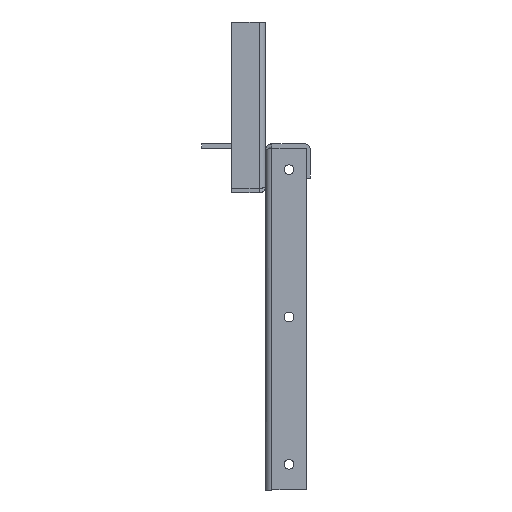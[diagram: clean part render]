
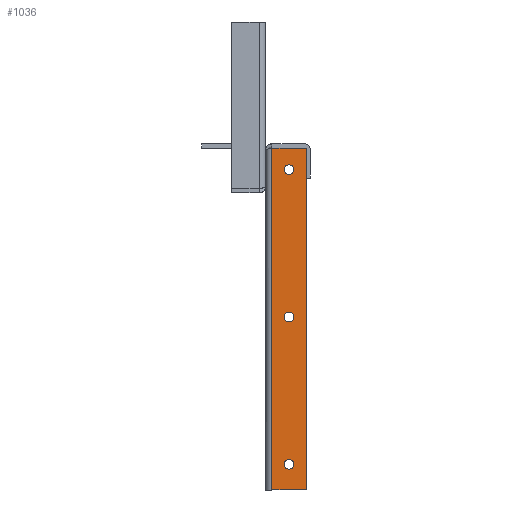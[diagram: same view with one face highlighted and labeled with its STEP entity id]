
A CAD part, left-side view. The second image highlights one B-rep face of the part: STEP entity #1036.
In plain terms, the highlighted planar face has unit normal (-1, 0, 0).
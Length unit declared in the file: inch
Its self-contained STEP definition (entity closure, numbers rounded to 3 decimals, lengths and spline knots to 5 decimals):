
#22 = CARTESIAN_POINT ( 'NONE',  ( -7.625, -0.68625, -0.7655 ) ) ;
#59 = CIRCLE ( 'NONE', #3216, 0.1405 ) ;
#456 = CARTESIAN_POINT ( 'NONE',  ( -7.625, -1.1875, -10. ) ) ;
#519 = VECTOR ( 'NONE', #3442, 39.37008 ) ;
#547 = EDGE_CURVE ( 'NONE', #5703, #6426, #5818, .T. ) ;
#560 = PLANE ( 'NONE',  #6002 ) ;
#566 = DIRECTION ( 'NONE',  ( 1., 0., 0. ) ) ;
#700 = ORIENTED_EDGE ( 'NONE', *, *, #4091, .T. ) ;
#885 = CIRCLE ( 'NONE', #1013, 0.1405 ) ;
#1013 = AXIS2_PLACEMENT_3D ( 'NONE', #5912, #7165, #2334 ) ;
#1034 = EDGE_CURVE ( 'NONE', #5054, #7683, #59, .T. ) ;
#1036 = ADVANCED_FACE ( 'NONE', ( #3051, #1157, #7732, #2336 ), #560, .T. ) ;
#1052 = EDGE_CURVE ( 'NONE', #3776, #3834, #7015, .T. ) ;
#1096 = AXIS2_PLACEMENT_3D ( 'NONE', #4551, #4589, #5177 ) ;
#1157 = FACE_BOUND ( 'NONE', #4541, .T. ) ;
#1171 = CARTESIAN_POINT ( 'NONE',  ( -7.625, -0.125, -0.00011 ) ) ;
#1275 = CARTESIAN_POINT ( 'NONE',  ( -7.625, -0.68625, -9.25 ) ) ;
#1495 = CARTESIAN_POINT ( 'NONE',  ( -7.625, -0.185, -0.06 ) ) ;
#1582 = CARTESIAN_POINT ( 'NONE',  ( -7.625, -0.68625, -0.4845 ) ) ;
#1622 = VERTEX_POINT ( 'NONE', #22 ) ;
#1704 = CARTESIAN_POINT ( 'NONE',  ( -7.625, -0.68625, -5.078 ) ) ;
#1784 = AXIS2_PLACEMENT_3D ( 'NONE', #7267, #1803, #4192 ) ;
#1803 = DIRECTION ( 'NONE',  ( 1., 0., 0. ) ) ;
#1829 = VERTEX_POINT ( 'NONE', #456 ) ;
#1835 = VECTOR ( 'NONE', #7268, 39.37008 ) ;
#1856 = VECTOR ( 'NONE', #3886, 39.37008 ) ;
#1886 = VERTEX_POINT ( 'NONE', #4256 ) ;
#2053 = LINE ( 'NONE', #2533, #1856 ) ;
#2334 = DIRECTION ( 'NONE',  ( 0., 0., -1. ) ) ;
#2336 = FACE_BOUND ( 'NONE', #7022, .T. ) ;
#2418 = DIRECTION ( 'NONE',  ( 0., 0., -1. ) ) ;
#2533 = CARTESIAN_POINT ( 'NONE',  ( -7.625, -0.125, -10. ) ) ;
#2774 = CIRCLE ( 'NONE', #3651, 0.1405 ) ;
#2976 = DIRECTION ( 'NONE',  ( 1., 0., 0. ) ) ;
#3029 = LINE ( 'NONE', #1171, #1835 ) ;
#3051 = FACE_OUTER_BOUND ( 'NONE', #6203, .T. ) ;
#3087 = AXIS2_PLACEMENT_3D ( 'NONE', #1275, #2976, #7248 ) ;
#3138 = ORIENTED_EDGE ( 'NONE', *, *, #3385, .T. ) ;
#3216 = AXIS2_PLACEMENT_3D ( 'NONE', #7765, #4173, #6063 ) ;
#3359 = CARTESIAN_POINT ( 'NONE',  ( -7.625, -1.1875, -10. ) ) ;
#3385 = EDGE_CURVE ( 'NONE', #3703, #1622, #885, .T. ) ;
#3442 = DIRECTION ( 'NONE',  ( 0., 0., 1. ) ) ;
#3651 = AXIS2_PLACEMENT_3D ( 'NONE', #6546, #566, #6071 ) ;
#3679 = CARTESIAN_POINT ( 'NONE',  ( -7.625, -0.68625, -9.1095 ) ) ;
#3703 = VERTEX_POINT ( 'NONE', #1582 ) ;
#3776 = VERTEX_POINT ( 'NONE', #6971 ) ;
#3834 = VERTEX_POINT ( 'NONE', #3679 ) ;
#3886 = DIRECTION ( 'NONE',  ( 0., 1., 0. ) ) ;
#4091 = EDGE_CURVE ( 'NONE', #1829, #1886, #6958, .T. ) ;
#4173 = DIRECTION ( 'NONE',  ( 1., 0., 0. ) ) ;
#4192 = DIRECTION ( 'NONE',  ( 0., 0., -1. ) ) ;
#4199 = EDGE_CURVE ( 'NONE', #3834, #3776, #4960, .T. ) ;
#4256 = CARTESIAN_POINT ( 'NONE',  ( -7.625, -1.1875, -0.00011 ) ) ;
#4293 = DIRECTION ( 'NONE',  ( -1., 0., 0. ) ) ;
#4308 = ORIENTED_EDGE ( 'NONE', *, *, #5543, .T. ) ;
#4317 = ORIENTED_EDGE ( 'NONE', *, *, #1052, .T. ) ;
#4541 = EDGE_LOOP ( 'NONE', ( #7235, #3138 ) ) ;
#4551 = CARTESIAN_POINT ( 'NONE',  ( -7.625, -0.68625, -4.9375 ) ) ;
#4589 = DIRECTION ( 'NONE',  ( 1., 0., 0. ) ) ;
#4592 = EDGE_CURVE ( 'NONE', #1622, #3703, #2774, .T. ) ;
#4798 = ORIENTED_EDGE ( 'NONE', *, *, #547, .F. ) ;
#4960 = CIRCLE ( 'NONE', #1784, 0.1405 ) ;
#5054 = VERTEX_POINT ( 'NONE', #1704 ) ;
#5177 = DIRECTION ( 'NONE',  ( 0., 0., -1. ) ) ;
#5543 = EDGE_CURVE ( 'NONE', #1886, #6426, #3029, .T. ) ;
#5661 = DIRECTION ( 'NONE',  ( 0., 0., 1. ) ) ;
#5678 = ORIENTED_EDGE ( 'NONE', *, *, #1034, .T. ) ;
#5703 = VERTEX_POINT ( 'NONE', #6507 ) ;
#5818 = LINE ( 'NONE', #1495, #6123 ) ;
#5912 = CARTESIAN_POINT ( 'NONE',  ( -7.625, -0.68625, -0.625 ) ) ;
#5973 = CARTESIAN_POINT ( 'NONE',  ( -7.625, -0.185, -0.00011 ) ) ;
#6002 = AXIS2_PLACEMENT_3D ( 'NONE', #7800, #4293, #2418 ) ;
#6017 = ORIENTED_EDGE ( 'NONE', *, *, #7550, .F. ) ;
#6063 = DIRECTION ( 'NONE',  ( 0., 0., -1. ) ) ;
#6071 = DIRECTION ( 'NONE',  ( 0., 0., -1. ) ) ;
#6123 = VECTOR ( 'NONE', #5661, 39.37008 ) ;
#6203 = EDGE_LOOP ( 'NONE', ( #6017, #700, #4308, #4798 ) ) ;
#6426 = VERTEX_POINT ( 'NONE', #5973 ) ;
#6444 = CARTESIAN_POINT ( 'NONE',  ( -7.625, -0.68625, -4.797 ) ) ;
#6507 = CARTESIAN_POINT ( 'NONE',  ( -7.625, -0.185, -10. ) ) ;
#6546 = CARTESIAN_POINT ( 'NONE',  ( -7.625, -0.68625, -0.625 ) ) ;
#6883 = EDGE_CURVE ( 'NONE', #7683, #5054, #7545, .T. ) ;
#6958 = LINE ( 'NONE', #3359, #519 ) ;
#6971 = CARTESIAN_POINT ( 'NONE',  ( -7.625, -0.68625, -9.3905 ) ) ;
#7015 = CIRCLE ( 'NONE', #3087, 0.1405 ) ;
#7022 = EDGE_LOOP ( 'NONE', ( #4317, #7522 ) ) ;
#7105 = ORIENTED_EDGE ( 'NONE', *, *, #6883, .T. ) ;
#7165 = DIRECTION ( 'NONE',  ( 1., 0., 0. ) ) ;
#7235 = ORIENTED_EDGE ( 'NONE', *, *, #4592, .T. ) ;
#7248 = DIRECTION ( 'NONE',  ( 0., 0., -1. ) ) ;
#7267 = CARTESIAN_POINT ( 'NONE',  ( -7.625, -0.68625, -9.25 ) ) ;
#7268 = DIRECTION ( 'NONE',  ( 0., 1., 0. ) ) ;
#7489 = EDGE_LOOP ( 'NONE', ( #5678, #7105 ) ) ;
#7522 = ORIENTED_EDGE ( 'NONE', *, *, #4199, .T. ) ;
#7545 = CIRCLE ( 'NONE', #1096, 0.1405 ) ;
#7550 = EDGE_CURVE ( 'NONE', #1829, #5703, #2053, .T. ) ;
#7683 = VERTEX_POINT ( 'NONE', #6444 ) ;
#7732 = FACE_BOUND ( 'NONE', #7489, .T. ) ;
#7765 = CARTESIAN_POINT ( 'NONE',  ( -7.625, -0.68625, -4.9375 ) ) ;
#7800 = CARTESIAN_POINT ( 'NONE',  ( -7.625, -0.125, -10. ) ) ;
